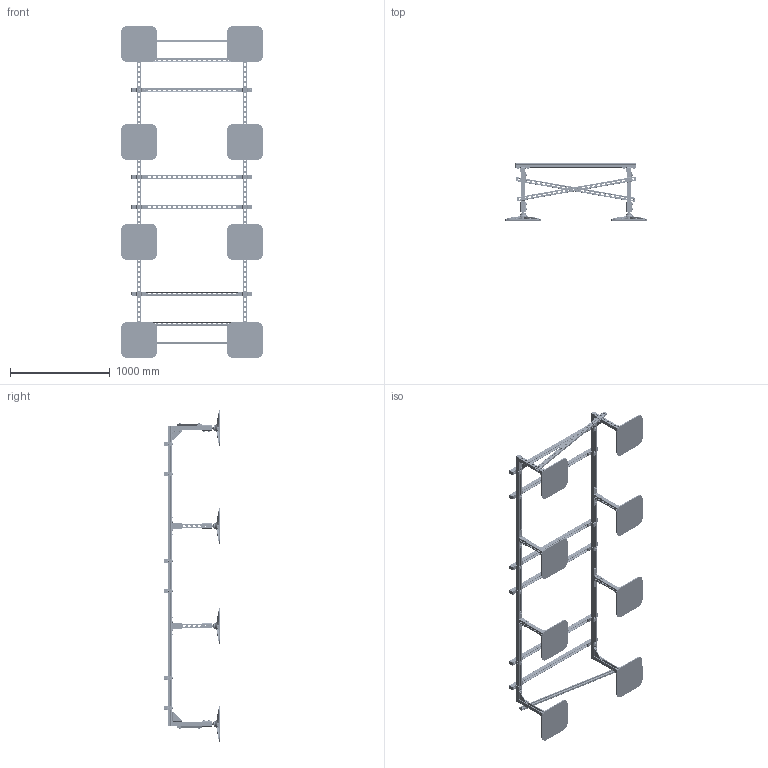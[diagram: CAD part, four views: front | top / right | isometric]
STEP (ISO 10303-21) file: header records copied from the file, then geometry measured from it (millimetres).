
FILE_DESCRIPTION(/* description */ (''),/* implementation_level */ '2;1');
FILE_NAME(/* name */ 'KM-TR-F-SSEI-1200x3000(4).iam.stp',/* time_stamp */ '2024-05-20T13:08:27+03:00',/* author */ ('Ртищев А.О.'),/* organization */ (''),/* preprocessor_version */ 'ST-DEVELOPER v19.2',/* originating_system */ 'Autodesk Inventor 2023',/* authorisation */ '');
FILE_SCHEMA (('AUTOMOTIVE_DESIGN { 1 0 10303 214 3 1 1 }'));
Products named in the file (34): 435001.00-02; СДЕН.304110.3000.250; СДЕН.435001.05.01.400-01; СДЕН.435001.05.02; СДЕН.308130.001; СДЕН.435001.05.01.400; KM-TR-F-KOP41-41; СДЕН433103.03; 433103.04; 433103.05 Шайба сфера; DIN 934 - M16; СДЕН.433103.02; 433103.06 Шайба сфера 
большая; DIN 933 - M16  x 60; СДЕН.433103.01; СДЕН.304110.0400.250; СДЕН.435001.05.02_1; СДЕН.308330.001; 450210.12 Гайка канальная 
М12, GK12; СДЕН.304110.1200.250; 30843.41; СДЕН.435001.05.03; СДЕН.308010.41; DIN 125-2 - A 10,5; DIN 933 - M10  x 30; 450210.10 Гайка канальная 
М10, GK10; СДЕН.302110.1200.150; 30843.21; 435001.05.04; СДЕН.308240.001; DIN 125 - A 10,5; DIN 933 - M10  x 40; DIN 127 - A 10; DIN 6923 - M10
Assembly tree (144 placements, depth 4):
  435001.00-02
    СДЕН.435001.05.01.400-01  x4
      KM-TR-F-KOP41-41
        СДЕН433103.03
        433103.04
        433103.05 Шайба сфера
        DIN 934 - M16
        СДЕН.433103.02
        433103.06 Шайба сфера 
большая
        DIN 933 - M16  x 60
        СДЕН.433103.01
      СДЕН.304110.0400.250
      450210.10 Гайка канальная 
М10, GK10
      DIN 125-2 - A 10,5
      DIN 127 - A 10
      DIN 933 - M10  x 30
      СДЕН.435001.05.02
        СДЕН.308130.001
        DIN 125-2 - A 10,5  x4
        DIN 127 - A 10  x4
        DIN 933 - M10  x 30  x4
        450210.10 Гайка канальная 
М10, GK10  x4
    СДЕН.304110.3000.250  x2
    30843.41  x16
    СДЕН.435001.05.01.400  x4
      KM-TR-F-KOP41-41
        СДЕН433103.03
        433103.04
        433103.05 Шайба сфера
        DIN 934 - M16
        СДЕН.433103.02
        433103.06 Шайба сфера 
большая
        DIN 933 - M16  x 60
        СДЕН.433103.01
      СДЕН.304110.0400.250
      450210.10 Гайка канальная 
М10, GK10
      DIN 125-2 - A 10,5
      DIN 127 - A 10
      DIN 933 - M10  x 30
      СДЕН.435001.05.02_1
        СДЕН.308330.001
        DIN 125-2 - A 10,5  x6
        DIN 127 - A 10  x6
        DIN 933 - M10  x 30  x6
        450210.12 Гайка канальная 
М12, GK12  x6
    СДЕН.304110.1200.250  x6
    СДЕН.435001.05.03  x12
      СДЕН.308010.41
      DIN 125-2 - A 10,5
      DIN 127 - A 10
      DIN 933 - M10  x 30
      450210.10 Гайка канальная 
М10, GK10
    СДЕН.302110.1200.150  x2
    30843.21  x4
    435001.05.04  x4
      СДЕН.308240.001
      DIN 125 - A 10,5
      DIN 933 - M10  x 40
      DIN 127 - A 10
      DIN 6923 - M10
Bounding box: 1421.2 x 569.6 x 3321.5 mm (x, y, z)
Volume: 19660157.7 mm3; surface area: 12002986.6 mm2
Topology: 518 solids, 518 shells, 24928 faces, 65820 edges, 43436 vertices
Faces by surface type: plane 12184, cylinder 10080, torus 1348, cone 900, bspline 224, sphere 192
Full cylindrical faces by diameter (mm): 8.376 x4, 9.188 x96, 10 x164, 10.5 x96, 12 x24, 13 x20, 13.835 x8, 14 x100, 14.917 x8, 15.4 x96, 16 x8, 16.5 x16, 18 x8, 20 x224, 22 x8, 33 x8, 38 x8, 56 x8, 63 x8, 78 x8
Entity records: 85798 total; most frequent: CARTESIAN_POINT 21135, ORIENTED_EDGE 12962, DIRECTION 12923, EDGE_CURVE 6481, AXIS2_PLACEMENT_3D 4676, VERTEX_POINT 4300, LINE 3571, VECTOR 3571
